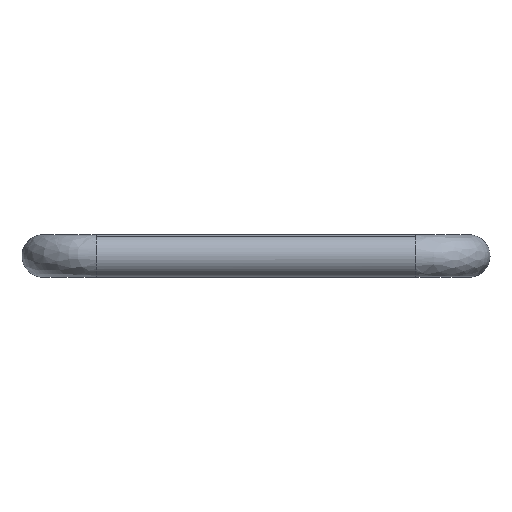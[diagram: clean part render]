
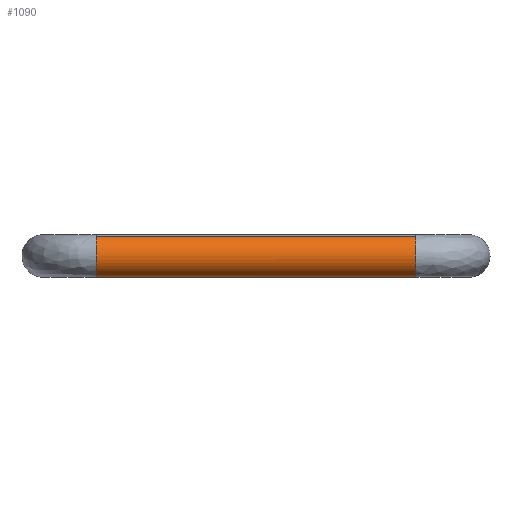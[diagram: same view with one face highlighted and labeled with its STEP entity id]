
A CAD part, front view. The second image highlights one B-rep face of the part: STEP entity #1090.
In plain terms, the highlighted free-form (B-spline) face has degree [2, 1] with [9, 2] control points.
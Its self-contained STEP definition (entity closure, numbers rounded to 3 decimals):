
#924=CARTESIAN_POINT('',(8.5,-27.486,3.714));
#925=CARTESIAN_POINT('',(8.5,-28.164,3.442));
#926=CARTESIAN_POINT('',(8.5,-28.702,2.949));
#927=CARTESIAN_POINT('',(8.5,-31.651,0.247));
#928=CARTESIAN_POINT('',(8.5,-28.949,-2.702));
#929=CARTESIAN_POINT('',(8.5,-26.247,-5.651));
#930=CARTESIAN_POINT('',(8.5,-23.298,-2.949));
#931=CARTESIAN_POINT('',(8.5,-20.349,-0.247));
#932=CARTESIAN_POINT('',(8.5,-23.051,2.702));
#933=CARTESIAN_POINT('',(71.538,-27.486,3.714));
#934=CARTESIAN_POINT('',(71.538,-28.164,3.442));
#935=CARTESIAN_POINT('',(71.538,-28.702,2.949));
#936=CARTESIAN_POINT('',(71.538,-31.651,0.247));
#937=CARTESIAN_POINT('',(71.538,-28.949,-2.702));
#938=CARTESIAN_POINT('',(71.538,-26.247,-5.651));
#939=CARTESIAN_POINT('',(71.538,-23.298,-2.949));
#940=CARTESIAN_POINT('',(71.538,-20.349,-0.247));
#941=CARTESIAN_POINT('',(71.538,-23.051,2.702));
#949=(BOUNDED_SURFACE()B_SPLINE_SURFACE(2,1,((#924,#933),(#925,#934),(#926,#935),(#927,#936),(#928,#937),(#929,#938),(#930,#939),(#931,#940),(#932,#941)),.UNSPECIFIED.,.F.,.F.,.U.)B_SPLINE_SURFACE_WITH_KNOTS((3,2,2,2,3),(2,2),(0.0,1.591,8.218,14.845,21.473),(0.0,63.038),.UNSPECIFIED.)GEOMETRIC_REPRESENTATION_ITEM()RATIONAL_B_SPLINE_SURFACE(((0.893,0.893),(0.93,0.93),(1.0,1.0),(0.707,0.707),(1.0,1.0),(0.707,0.707),(1.0,1.0),(0.707,0.707),(1.0,1.0)))REPRESENTATION_ITEM('')SURFACE());
#950=CARTESIAN_POINT('',(70.,-27.486,3.714));
#951=VERTEX_POINT('',#950);
#952=CARTESIAN_POINT('',(70.0,-30.0,0.0));
#953=VERTEX_POINT('',#952);
#954=CARTESIAN_POINT('',(70.,-27.486,3.714));
#955=CARTESIAN_POINT('',(70.,-30.,2.708));
#956=CARTESIAN_POINT('',(70.0,-30.0,0.0));
#964=(BOUNDED_CURVE()B_SPLINE_CURVE(2,(#954,#955,#956),.UNSPECIFIED.,.F.,.U.)B_SPLINE_CURVE_WITH_KNOTS((3,3),(0.813,1.0),.UNSPECIFIED.)CURVE()GEOMETRIC_REPRESENTATION_ITEM()RATIONAL_B_SPLINE_CURVE((0.889,0.781,1.0))REPRESENTATION_ITEM(''));
#965=EDGE_CURVE('',#951,#953,#964,.T.);
#966=ORIENTED_EDGE('',*,*,#965,.F.);
#967=CARTESIAN_POINT('',(10.0,-27.486,3.714));
#968=VERTEX_POINT('',#967);
#969=CARTESIAN_POINT('',(10.0,-27.486,3.714));
#970=CARTESIAN_POINT('',(70.,-27.486,3.714));
#971=QUASI_UNIFORM_CURVE('',1,(#969,#970),.UNSPECIFIED.,.F.,.U.);
#972=EDGE_CURVE('',#968,#951,#971,.T.);
#973=ORIENTED_EDGE('',*,*,#972,.F.);
#974=CARTESIAN_POINT('',(10.0,-30.0,0.0));
#975=VERTEX_POINT('',#974);
#976=CARTESIAN_POINT('',(10.,-27.486,3.714));
#977=CARTESIAN_POINT('',(10.0,-30.0,2.708));
#978=CARTESIAN_POINT('',(10.0,-30.0,0.0));
#986=(BOUNDED_CURVE()B_SPLINE_CURVE(2,(#976,#977,#978),.UNSPECIFIED.,.F.,.U.)B_SPLINE_CURVE_WITH_KNOTS((3,3),(0.813,1.0),.UNSPECIFIED.)CURVE()GEOMETRIC_REPRESENTATION_ITEM()RATIONAL_B_SPLINE_CURVE((0.889,0.781,1.0))REPRESENTATION_ITEM(''));
#987=EDGE_CURVE('',#968,#975,#986,.T.);
#988=ORIENTED_EDGE('',*,*,#987,.T.);
#989=CARTESIAN_POINT('',(10.,-26.279,-3.99));
#990=VERTEX_POINT('',#989);
#991=CARTESIAN_POINT('',(10.0,-30.0,0.0));
#992=CARTESIAN_POINT('',(10.,-30.,-3.73));
#993=CARTESIAN_POINT('',(10.,-26.279,-3.99));
#1001=(BOUNDED_CURVE()B_SPLINE_CURVE(2,(#991,#992,#993),.UNSPECIFIED.,.F.,.U.)B_SPLINE_CURVE_WITH_KNOTS((3,3),(0.0,0.238),.UNSPECIFIED.)CURVE()GEOMETRIC_REPRESENTATION_ITEM()RATIONAL_B_SPLINE_CURVE((1.0,0.721,0.973))REPRESENTATION_ITEM(''));
#1002=EDGE_CURVE('',#975,#990,#1001,.T.);
#1003=ORIENTED_EDGE('',*,*,#1002,.T.);
#1004=CARTESIAN_POINT('',(10.0,-22.0,0.0));
#1005=VERTEX_POINT('',#1004);
#1006=CARTESIAN_POINT('',(10.,-26.279,-3.99));
#1007=CARTESIAN_POINT('',(10.0,-26.14,-4.0));
#1008=CARTESIAN_POINT('',(10.0,-26.0,-4.0));
#1009=CARTESIAN_POINT('',(10.,-22.,-4.));
#1010=CARTESIAN_POINT('',(10.0,-22.0,0.0));
#1018=(BOUNDED_CURVE()B_SPLINE_CURVE(2,(#1006,#1007,#1008,#1009,#1010),.UNSPECIFIED.,.F.,.U.)B_SPLINE_CURVE_WITH_KNOTS((3,2,3),(0.238,0.25,0.5),.UNSPECIFIED.)CURVE()GEOMETRIC_REPRESENTATION_ITEM()RATIONAL_B_SPLINE_CURVE((0.973,0.986,1.0,0.707,1.0))REPRESENTATION_ITEM(''));
#1019=EDGE_CURVE('',#990,#1005,#1018,.T.);
#1020=ORIENTED_EDGE('',*,*,#1019,.T.);
#1021=CARTESIAN_POINT('',(10.,-23.051,2.702));
#1022=VERTEX_POINT('',#1021);
#1023=CARTESIAN_POINT('',(10.0,-22.0,0.0));
#1024=CARTESIAN_POINT('',(10.0,-22.0,1.556));
#1025=CARTESIAN_POINT('',(10.,-23.051,2.702));
#1033=(BOUNDED_CURVE()B_SPLINE_CURVE(2,(#1023,#1024,#1025),.UNSPECIFIED.,.F.,.U.)B_SPLINE_CURVE_WITH_KNOTS((3,3),(0.5,0.618),.UNSPECIFIED.)CURVE()GEOMETRIC_REPRESENTATION_ITEM()RATIONAL_B_SPLINE_CURVE((1.0,0.861,0.854))REPRESENTATION_ITEM(''));
#1034=EDGE_CURVE('',#1005,#1022,#1033,.T.);
#1035=ORIENTED_EDGE('',*,*,#1034,.T.);
#1036=CARTESIAN_POINT('',(70.0,-23.051,2.702));
#1037=VERTEX_POINT('',#1036);
#1038=CARTESIAN_POINT('',(10.,-23.051,2.702));
#1039=CARTESIAN_POINT('',(70.0,-23.051,2.702));
#1040=QUASI_UNIFORM_CURVE('',1,(#1038,#1039),.UNSPECIFIED.,.F.,.U.);
#1041=EDGE_CURVE('',#1022,#1037,#1040,.T.);
#1042=ORIENTED_EDGE('',*,*,#1041,.T.);
#1043=CARTESIAN_POINT('',(70.0,-22.0,0.0));
#1044=VERTEX_POINT('',#1043);
#1045=CARTESIAN_POINT('',(70.0,-22.0,0.0));
#1046=CARTESIAN_POINT('',(70.,-22.0,1.556));
#1047=CARTESIAN_POINT('',(70.0,-23.051,2.702));
#1055=(BOUNDED_CURVE()B_SPLINE_CURVE(2,(#1045,#1046,#1047),.UNSPECIFIED.,.F.,.U.)B_SPLINE_CURVE_WITH_KNOTS((3,3),(0.5,0.618),.UNSPECIFIED.)CURVE()GEOMETRIC_REPRESENTATION_ITEM()RATIONAL_B_SPLINE_CURVE((1.0,0.861,0.854))REPRESENTATION_ITEM(''));
#1056=EDGE_CURVE('',#1044,#1037,#1055,.T.);
#1057=ORIENTED_EDGE('',*,*,#1056,.F.);
#1058=CARTESIAN_POINT('',(70.,-25.899,-3.999));
#1059=VERTEX_POINT('',#1058);
#1060=CARTESIAN_POINT('',(70.,-25.899,-3.999));
#1061=CARTESIAN_POINT('',(70.,-22.0,-3.901));
#1062=CARTESIAN_POINT('',(70.0,-22.0,0.0));
#1070=(BOUNDED_CURVE()B_SPLINE_CURVE(2,(#1060,#1061,#1062),.UNSPECIFIED.,.F.,.U.)B_SPLINE_CURVE_WITH_KNOTS((3,3),(0.254,0.5),.UNSPECIFIED.)CURVE()GEOMETRIC_REPRESENTATION_ITEM()RATIONAL_B_SPLINE_CURVE((0.99,0.712,1.0))REPRESENTATION_ITEM(''));
#1071=EDGE_CURVE('',#1059,#1044,#1070,.T.);
#1072=ORIENTED_EDGE('',*,*,#1071,.F.);
#1073=CARTESIAN_POINT('',(70.0,-30.0,0.0));
#1074=CARTESIAN_POINT('',(70.0,-30.,-4.));
#1075=CARTESIAN_POINT('',(70.0,-26.0,-4.0));
#1076=CARTESIAN_POINT('',(70.0,-25.95,-4.));
#1077=CARTESIAN_POINT('',(70.,-25.899,-3.999));
#1085=(BOUNDED_CURVE()B_SPLINE_CURVE(2,(#1073,#1074,#1075,#1076,#1077),.UNSPECIFIED.,.F.,.U.)B_SPLINE_CURVE_WITH_KNOTS((3,2,3),(0.0,0.25,0.254),.UNSPECIFIED.)CURVE()GEOMETRIC_REPRESENTATION_ITEM()RATIONAL_B_SPLINE_CURVE((1.0,0.707,1.0,0.995,0.99))REPRESENTATION_ITEM(''));
#1086=EDGE_CURVE('',#953,#1059,#1085,.T.);
#1087=ORIENTED_EDGE('',*,*,#1086,.F.);
#1088=EDGE_LOOP('',(#966,#973,#988,#1003,#1020,#1035,#1042,#1057,#1072,#1087));
#1089=FACE_OUTER_BOUND('',#1088,.T.);
#1090=ADVANCED_FACE('',(#1089),#949,.T.);
